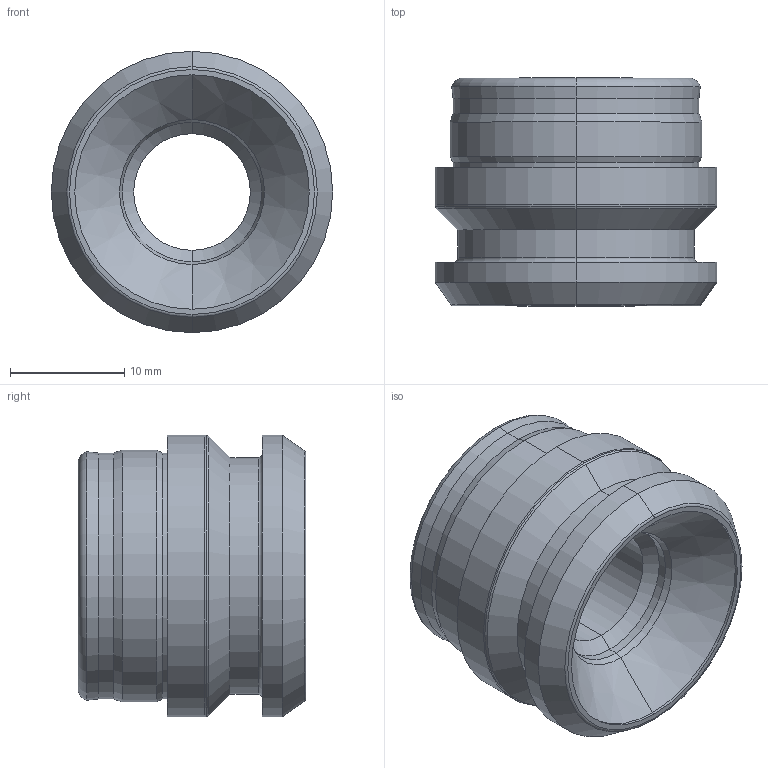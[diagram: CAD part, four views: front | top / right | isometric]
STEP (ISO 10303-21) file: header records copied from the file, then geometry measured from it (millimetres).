
FILE_DESCRIPTION (( 'STEP AP214' ), '1' );
FILE_NAME ('7000 102 Nippel ø25mm 068-112.STEP', '2013-11-29T12:11:56', ( '' ), ( '' ), 'SwSTEP 2.0', 'SolidWorks 2013', '' );
FILE_SCHEMA (( 'AUTOMOTIVE_DESIGN' ));
Length unit declared in the file: millimetre
Products named in the file (1): 7000 102 Nippel ø25mm 068-112
Bounding box: 24.6 x 19.9 x 24.6 mm (x, y, z)
Volume: 5619.1 mm3; surface area: 2868.2 mm2
Topology: 1 solids, 1 shells, 57 faces, 114 edges, 62 vertices
Faces by surface type: cone 24, cylinder 20, torus 8, plane 5
Entity records: 1522 total; most frequent: DIRECTION 300, CARTESIAN_POINT 234, ORIENTED_EDGE 228, AXIS2_PLACEMENT_3D 128, EDGE_CURVE 114, CIRCLE 70, VERTEX_POINT 62, EDGE_LOOP 62
